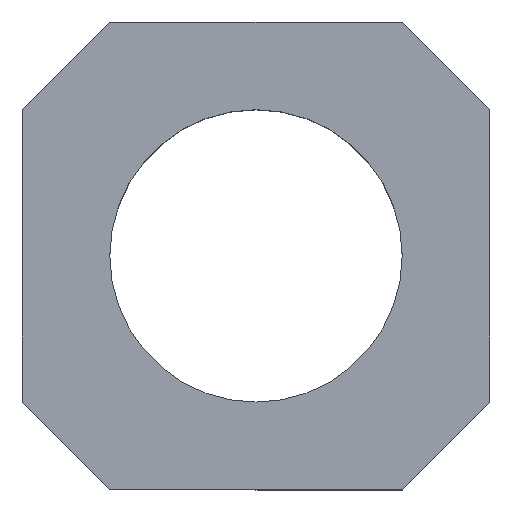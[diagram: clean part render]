
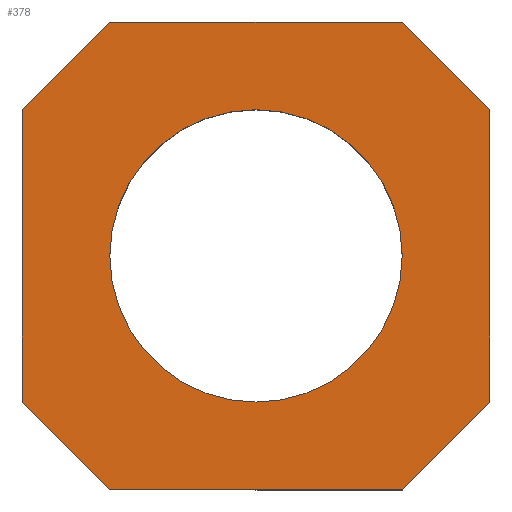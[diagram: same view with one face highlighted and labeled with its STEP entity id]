
A CAD part, top view. The second image highlights one B-rep face of the part: STEP entity #378.
In plain terms, the highlighted planar face has unit normal (0, 0, 1).
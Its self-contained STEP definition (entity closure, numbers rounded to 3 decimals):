
#81=CARTESIAN_POINT('',(10.,0.,4.0));
#82=VERTEX_POINT('',#81);
#83=CARTESIAN_POINT('',(0.,0.,4.));
#84=DIRECTION('',(0.0,0.0,-1.0));
#85=DIRECTION('',(1.0,0.0,0.0));
#86=AXIS2_PLACEMENT_3D('',#83,#84,#85);
#87=CIRCLE('',#86,10.0);
#88=EDGE_CURVE('',#82,#82,#87,.T.);
#108=CARTESIAN_POINT('',(10.,16.,4.0));
#109=VERTEX_POINT('',#108);
#116=CARTESIAN_POINT('',(16.,10.,4.0));
#117=VERTEX_POINT('',#116);
#118=CARTESIAN_POINT('',(10.,16.,4.0));
#119=DIRECTION('',(0.707,-0.707,0.0));
#120=VECTOR('',#119,8.485);
#121=LINE('',#118,#120);
#122=EDGE_CURVE('',#109,#117,#121,.T.);
#147=CARTESIAN_POINT('',(-10.,16.,4.0));
#148=VERTEX_POINT('',#147);
#155=CARTESIAN_POINT('',(-10.,16.,4.0));
#156=DIRECTION('',(1.0,0.0,0.0));
#157=VECTOR('',#156,20.0);
#158=LINE('',#155,#157);
#159=EDGE_CURVE('',#148,#109,#158,.T.);
#229=CARTESIAN_POINT('',(-16.,10.0,4.0));
#230=VERTEX_POINT('',#229);
#237=CARTESIAN_POINT('',(-16.,10.0,4.0));
#238=DIRECTION('',(0.707,0.707,0.0));
#239=VECTOR('',#238,8.485);
#240=LINE('',#237,#239);
#241=EDGE_CURVE('',#230,#148,#240,.T.);
#254=CARTESIAN_POINT('',(-16.,-10.,4.0));
#255=VERTEX_POINT('',#254);
#262=CARTESIAN_POINT('',(-16.,-10.,4.0));
#263=DIRECTION('',(0.0,1.0,0.0));
#264=VECTOR('',#263,20.0);
#265=LINE('',#262,#264);
#266=EDGE_CURVE('',#255,#230,#265,.T.);
#276=CARTESIAN_POINT('',(16.,-10.,4.0));
#277=VERTEX_POINT('',#276);
#278=CARTESIAN_POINT('',(10.,-16.,4.0));
#279=VERTEX_POINT('',#278);
#280=CARTESIAN_POINT('',(16.,-10.,4.0));
#281=DIRECTION('',(-0.707,-0.707,0.0));
#282=VECTOR('',#281,8.485);
#283=LINE('',#280,#282);
#284=EDGE_CURVE('',#277,#279,#283,.T.);
#308=CARTESIAN_POINT('',(-10.,-16.,4.0));
#309=VERTEX_POINT('',#308);
#310=CARTESIAN_POINT('',(10.,-16.,4.0));
#311=DIRECTION('',(-1.0,0.0,0.0));
#312=VECTOR('',#311,20.);
#313=LINE('',#310,#312);
#314=EDGE_CURVE('',#279,#309,#313,.T.);
#333=CARTESIAN_POINT('',(-10.,-16.,4.0));
#334=DIRECTION('',(-0.707,0.707,0.0));
#335=VECTOR('',#334,8.485);
#336=LINE('',#333,#335);
#337=EDGE_CURVE('',#309,#255,#336,.T.);
#349=CARTESIAN_POINT('',(16.,10.,4.0));
#350=DIRECTION('',(0.0,-1.0,0.0));
#351=VECTOR('',#350,20.);
#352=LINE('',#349,#351);
#353=EDGE_CURVE('',#117,#277,#352,.T.);
#360=CARTESIAN_POINT('',(0.,0.,4.0));
#361=DIRECTION('',(0.0,0.0,1.0));
#362=DIRECTION('',(1.0,0.0,0.0));
#363=AXIS2_PLACEMENT_3D('',#360,#361,#362);
#364=PLANE('',#363);
#365=ORIENTED_EDGE('',*,*,#122,.F.);
#366=ORIENTED_EDGE('',*,*,#159,.F.);
#367=ORIENTED_EDGE('',*,*,#241,.F.);
#368=ORIENTED_EDGE('',*,*,#266,.F.);
#369=ORIENTED_EDGE('',*,*,#337,.F.);
#370=ORIENTED_EDGE('',*,*,#314,.F.);
#371=ORIENTED_EDGE('',*,*,#284,.F.);
#372=ORIENTED_EDGE('',*,*,#353,.F.);
#373=EDGE_LOOP('',(#365,#366,#367,#368,#369,#370,#371,#372));
#374=FACE_OUTER_BOUND('',#373,.T.);
#375=ORIENTED_EDGE('',*,*,#88,.T.);
#376=EDGE_LOOP('',(#375));
#377=FACE_BOUND('',#376,.T.);
#378=ADVANCED_FACE('',(#374,#377),#364,.T.);
